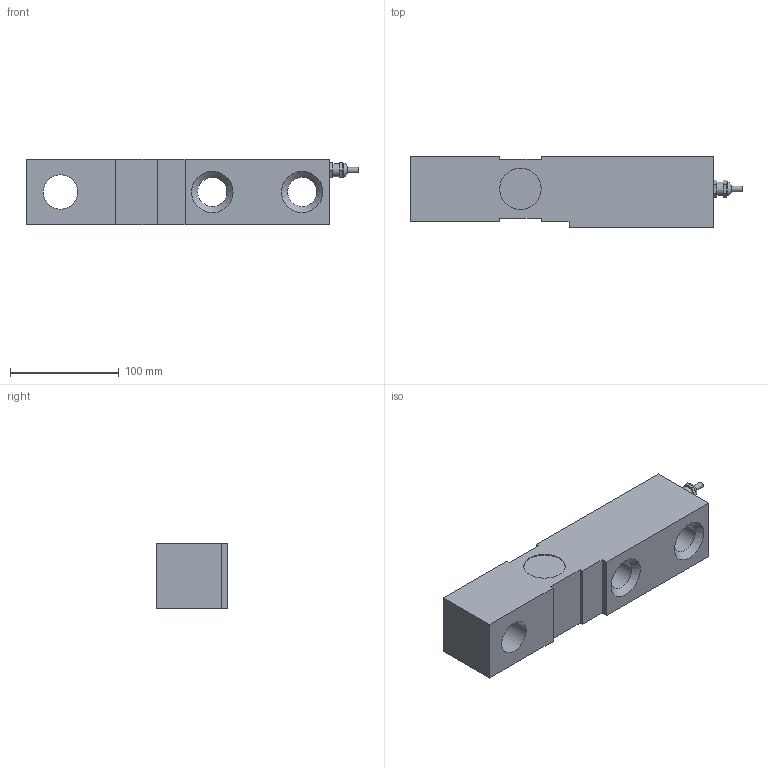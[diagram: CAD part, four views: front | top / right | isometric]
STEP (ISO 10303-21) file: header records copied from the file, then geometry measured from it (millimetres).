
FILE_DESCRIPTION(/* description */ (''),/* implementation_level */ '2;1');
FILE_NAME(/* name */ '563YHMS-20klb v1.step',/* time_stamp */ '2020-02-06T11:53:02-08:00',/* author */ (''),/* organization */ (''),/* preprocessor_version */ 'ST-DEVELOPER v18',/* originating_system */ 'Autodesk Translation Framework v8.12.0.6',/* authorisation */ '');
FILE_SCHEMA (('AUTOMOTIVE_DESIGN { 1 0 10303 214 3 1 1 }'));
Length unit declared in the file: inch
Products named in the file (2): 563YHMS-20klb; Connector
Assembly tree (1 placements, depth 2):
  563YHMS-20klb
    Connector
Bounding box: 305.43 x 65.79 x 60.2 mm (x, y, z)
Volume: 908813.9 mm3; surface area: 92426.7 mm2
Topology: 2 solids, 2 shells, 124 faces, 307 edges, 195 vertices
Faces by surface type: cylinder 73, plane 40, cone 6, bspline 5
Full cylindrical faces by diameter (mm): 4.067 x28, 4.826 x26, 5.1 x1, 10 x1, 12 x2, 13 x1, 26.924 x2, 31.75 x1, 38.1 x2, 47.498 x1
Entity records: 6519 total; most frequent: CARTESIAN_POINT 3728, ORIENTED_EDGE 608, DIRECTION 479, EDGE_CURVE 304, VERTEX_POINT 195, AXIS2_PLACEMENT_3D 163, LINE 153, VECTOR 153
